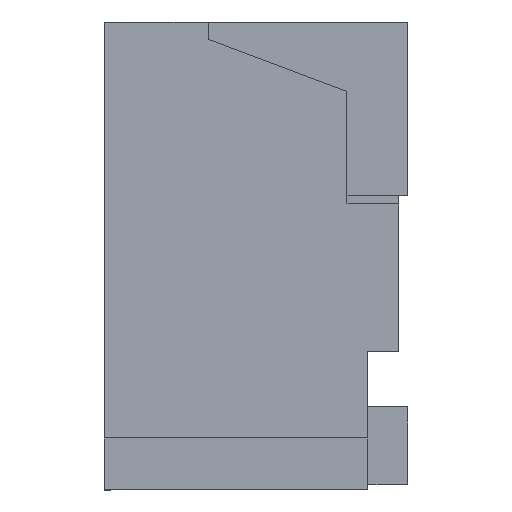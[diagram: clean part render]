
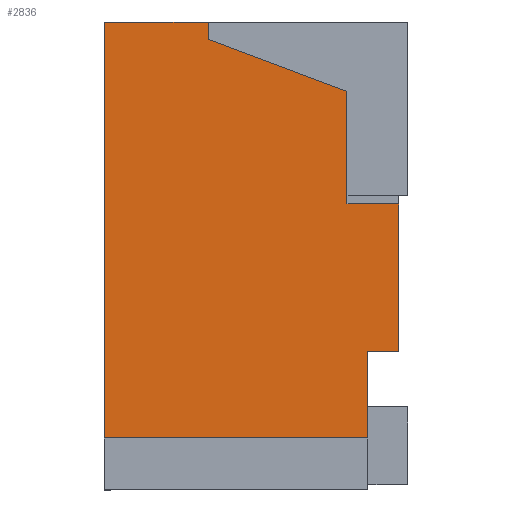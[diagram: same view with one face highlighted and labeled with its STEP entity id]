
A CAD part, left-side view. The second image highlights one B-rep face of the part: STEP entity #2836.
In plain terms, the highlighted planar face has unit normal (-1, 0, 0).
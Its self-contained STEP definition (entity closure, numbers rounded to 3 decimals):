
#60 = CARTESIAN_POINT ( 'NONE',  ( -6.9, 1.7, 6. ) ) ;
#64 = EDGE_CURVE ( 'NONE', #1720, #1746, #1446, .T. ) ;
#76 = ORIENTED_EDGE ( 'NONE', *, *, #2965, .T. ) ;
#94 = LINE ( 'NONE', #535, #2581 ) ;
#183 = EDGE_CURVE ( 'NONE', #2103, #3672, #3622, .T. ) ;
#341 = EDGE_CURVE ( 'NONE', #1746, #2020, #94, .T. ) ;
#392 = DIRECTION ( 'NONE',  ( 0., 1., 0. ) ) ;
#478 = CARTESIAN_POINT ( 'NONE',  ( -6.9, 1.1, 6. ) ) ;
#512 = CARTESIAN_POINT ( 'NONE',  ( -6.9, 0., 4.95 ) ) ;
#518 = EDGE_LOOP ( 'NONE', ( #76, #2196, #2907, #649, #996, #2729, #881, #1099, #3781, #2882 ) ) ;
#535 = CARTESIAN_POINT ( 'NONE',  ( -6.9, 1.1, 6. ) ) ;
#649 = ORIENTED_EDGE ( 'NONE', *, *, #1682, .T. ) ;
#763 = LINE ( 'NONE', #2108, #1804 ) ;
#769 = CARTESIAN_POINT ( 'NONE',  ( -6.9, 0., 4.1 ) ) ;
#780 = EDGE_CURVE ( 'NONE', #3666, #2201, #1616, .T. ) ;
#796 = CARTESIAN_POINT ( 'NONE',  ( -6.9, 0.18, 3.6 ) ) ;
#835 = VERTEX_POINT ( 'NONE', #1837 ) ;
#881 = ORIENTED_EDGE ( 'NONE', *, *, #3357, .T. ) ;
#926 = VECTOR ( 'NONE', #2213, 1000. ) ;
#987 = VERTEX_POINT ( 'NONE', #796 ) ;
#996 = ORIENTED_EDGE ( 'NONE', *, *, #64, .T. ) ;
#1099 = ORIENTED_EDGE ( 'NONE', *, *, #780, .T. ) ;
#1203 = CARTESIAN_POINT ( 'NONE',  ( -6.9, 1.7, 4.95 ) ) ;
#1212 = DIRECTION ( 'NONE',  ( 0., 0.936, 0.351 ) ) ;
#1322 = VECTOR ( 'NONE', #2966, 1000. ) ;
#1356 = CARTESIAN_POINT ( 'NONE',  ( -6.9, 1.7, 6. ) ) ;
#1386 = FACE_OUTER_BOUND ( 'NONE', #518, .T. ) ;
#1407 = LINE ( 'NONE', #1203, #3068 ) ;
#1446 = LINE ( 'NONE', #1823, #3361 ) ;
#1483 = DIRECTION ( 'NONE',  ( 0., 0., 1. ) ) ;
#1491 = CARTESIAN_POINT ( 'NONE',  ( -6.9, 0.18, 6. ) ) ;
#1568 = LINE ( 'NONE', #769, #1970 ) ;
#1616 = LINE ( 'NONE', #2104, #1322 ) ;
#1642 = DIRECTION ( 'NONE',  ( 0., -1., 0. ) ) ;
#1682 = EDGE_CURVE ( 'NONE', #835, #1720, #763, .T. ) ;
#1697 = DIRECTION ( 'NONE',  ( 0., -1., 0. ) ) ;
#1720 = VERTEX_POINT ( 'NONE', #2692 ) ;
#1746 = VERTEX_POINT ( 'NONE', #2730 ) ;
#1770 = CARTESIAN_POINT ( 'NONE',  ( -6.9, 1.7, 6. ) ) ;
#1804 = VECTOR ( 'NONE', #3534, 1000. ) ;
#1805 = EDGE_CURVE ( 'NONE', #3672, #835, #1407, .T. ) ;
#1823 = CARTESIAN_POINT ( 'NONE',  ( -6.9, 0.3, 5.6 ) ) ;
#1837 = CARTESIAN_POINT ( 'NONE',  ( -6.9, 0.3, 4.95 ) ) ;
#1853 = DIRECTION ( 'NONE',  ( 0., 1., 0. ) ) ;
#1954 = CARTESIAN_POINT ( 'NONE',  ( -6.9, 0., 4.1 ) ) ;
#1970 = VECTOR ( 'NONE', #1697, 1000. ) ;
#2020 = VERTEX_POINT ( 'NONE', #478 ) ;
#2049 = VECTOR ( 'NONE', #1642, 1000. ) ;
#2103 = VERTEX_POINT ( 'NONE', #1954 ) ;
#2104 = CARTESIAN_POINT ( 'NONE',  ( -6.9, 1.7, 3.3 ) ) ;
#2108 = CARTESIAN_POINT ( 'NONE',  ( -6.9, 0.3, 6. ) ) ;
#2111 = VECTOR ( 'NONE', #2164, 1000. ) ;
#2164 = DIRECTION ( 'NONE',  ( 0., 0., 1. ) ) ;
#2196 = ORIENTED_EDGE ( 'NONE', *, *, #183, .T. ) ;
#2201 = VERTEX_POINT ( 'NONE', #3183 ) ;
#2213 = DIRECTION ( 'NONE',  ( 0., 0., 1. ) ) ;
#2248 = LINE ( 'NONE', #60, #2672 ) ;
#2384 = DIRECTION ( 'NONE',  ( -1., 0., 0. ) ) ;
#2581 = VECTOR ( 'NONE', #3180, 1000. ) ;
#2672 = VECTOR ( 'NONE', #392, 1000. ) ;
#2692 = CARTESIAN_POINT ( 'NONE',  ( -6.9, 0.3, 5.6 ) ) ;
#2729 = ORIENTED_EDGE ( 'NONE', *, *, #341, .T. ) ;
#2730 = CARTESIAN_POINT ( 'NONE',  ( -6.9, 1.1, 5.9 ) ) ;
#2774 = CARTESIAN_POINT ( 'NONE',  ( -6.9, 0., 6. ) ) ;
#2784 = CARTESIAN_POINT ( 'NONE',  ( -6.9, 0., 3.6 ) ) ;
#2836 = ADVANCED_FACE ( 'NONE', ( #1386 ), #3533, .T. ) ;
#2882 = ORIENTED_EDGE ( 'NONE', *, *, #3344, .T. ) ;
#2907 = ORIENTED_EDGE ( 'NONE', *, *, #1805, .T. ) ;
#2965 = EDGE_CURVE ( 'NONE', #3836, #2103, #1568, .T. ) ;
#2966 = DIRECTION ( 'NONE',  ( 0., 0., -1. ) ) ;
#3002 = CARTESIAN_POINT ( 'NONE',  ( -6.9, 0.18, 4.1 ) ) ;
#3068 = VECTOR ( 'NONE', #1853, 1000. ) ;
#3180 = DIRECTION ( 'NONE',  ( 0., 0., 1. ) ) ;
#3183 = CARTESIAN_POINT ( 'NONE',  ( -6.9, 1.7, 3.6 ) ) ;
#3331 = LINE ( 'NONE', #2784, #2049 ) ;
#3344 = EDGE_CURVE ( 'NONE', #987, #3836, #3403, .T. ) ;
#3357 = EDGE_CURVE ( 'NONE', #2020, #3666, #2248, .T. ) ;
#3361 = VECTOR ( 'NONE', #1212, 1000. ) ;
#3403 = LINE ( 'NONE', #1491, #2111 ) ;
#3471 = EDGE_CURVE ( 'NONE', #2201, #987, #3331, .T. ) ;
#3533 = PLANE ( 'NONE',  #3803 ) ;
#3534 = DIRECTION ( 'NONE',  ( 0., 0., 1. ) ) ;
#3622 = LINE ( 'NONE', #2774, #926 ) ;
#3666 = VERTEX_POINT ( 'NONE', #1356 ) ;
#3672 = VERTEX_POINT ( 'NONE', #512 ) ;
#3781 = ORIENTED_EDGE ( 'NONE', *, *, #3471, .T. ) ;
#3803 = AXIS2_PLACEMENT_3D ( 'NONE', #1770, #2384, #1483 ) ;
#3836 = VERTEX_POINT ( 'NONE', #3002 ) ;
